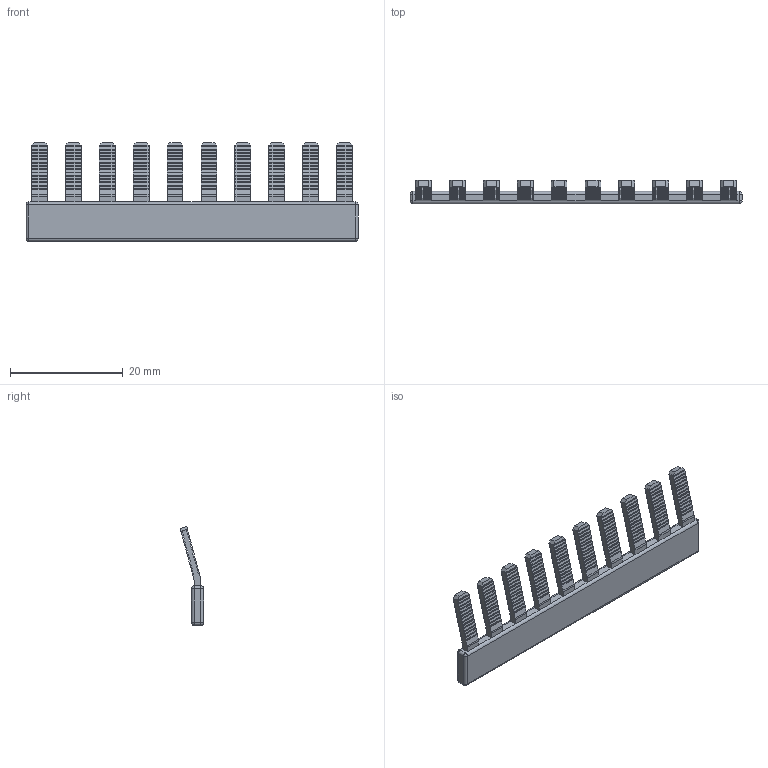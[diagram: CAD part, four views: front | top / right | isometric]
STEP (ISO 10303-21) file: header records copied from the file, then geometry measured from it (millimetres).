
FILE_DESCRIPTION (( 'STEP AP203' ), '1' );
FILE_NAME ('YCT13-00-2-K03-004-EC-10P Ïåðåìû÷êà ãðåáåí÷àòàÿ äëÿ êîëîäêè êëåììíîé CTS-ML_MC-PEN_DT 4ìì2 10PIN IEK.STEP', '2025-03-17T17:33:58', ( '' ), ( '' ), 'SwSTEP 2.0', 'SolidWorks 2022', '' );
FILE_SCHEMA (( 'CONFIG_CONTROL_DESIGN' ));
Length unit declared in the file: millimetre
Products named in the file (1): YCT13-00-2-K03-004-EC-10P Перемычка гребенчатая для колодки клеммной CTS-ML_MC-PEN_DT 4мм2 10PIN IEK
Bounding box: 58.8 x 4.18 x 17.5 mm (x, y, z)
Volume: 1215.2 mm3; surface area: 2191.6 mm2
Topology: 1 solids, 3 shells, 1266 faces, 3724 edges, 2456 vertices
Faces by surface type: plane 1234, cylinder 24, sphere 8
Entity records: 41189 total; most frequent: CARTESIAN_POINT 7439, ORIENTED_EDGE 7432, DIRECTION 6298, EDGE_CURVE 3716, VECTOR 3668, LINE 3668, VERTEX_POINT 2456, AXIS2_PLACEMENT_3D 1315
